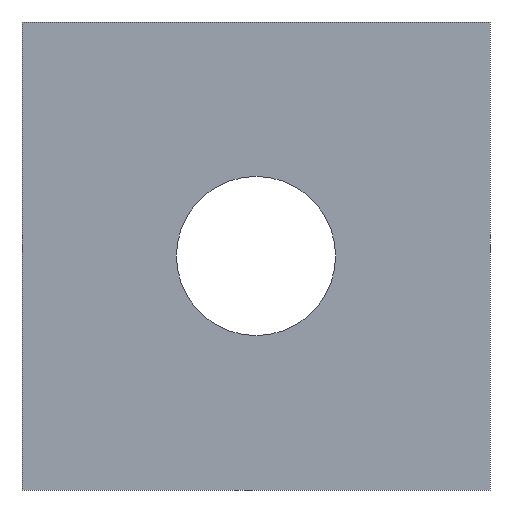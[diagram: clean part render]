
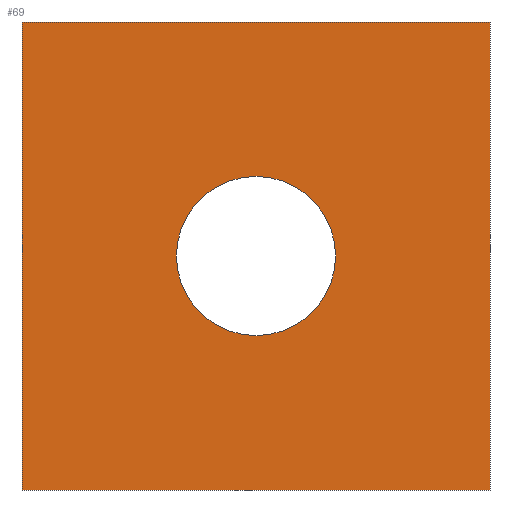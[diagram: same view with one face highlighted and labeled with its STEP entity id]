
A CAD part, front view. The second image highlights one B-rep face of the part: STEP entity #69.
In plain terms, the highlighted planar face has unit normal (0, -1, 0).
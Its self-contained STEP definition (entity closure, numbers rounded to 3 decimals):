
#2 = EDGE_CURVE ( 'NONE', #302, #220, #379, .T. ) ;
#16 = PLANE ( 'NONE',  #328 ) ;
#19 = VECTOR ( 'NONE', #338, 1000. ) ;
#31 = VECTOR ( 'NONE', #52, 1000. ) ;
#42 = EDGE_CURVE ( 'NONE', #232, #115, #282, .T. ) ;
#45 = CARTESIAN_POINT ( 'NONE',  ( -10., -6.4, 10. ) ) ;
#52 = DIRECTION ( 'NONE',  ( 0., 0., -1. ) ) ;
#54 = CARTESIAN_POINT ( 'NONE',  ( -10., -6.4, 10. ) ) ;
#57 = CARTESIAN_POINT ( 'NONE',  ( 0., -6.4, -3.4 ) ) ;
#69 = ADVANCED_FACE ( 'NONE', ( #248, #118 ), #16, .F. ) ;
#74 = VERTEX_POINT ( 'NONE', #372 ) ;
#83 = AXIS2_PLACEMENT_3D ( 'NONE', #170, #168, #166 ) ;
#85 = CARTESIAN_POINT ( 'NONE',  ( 10., -6.4, -10. ) ) ;
#91 = ORIENTED_EDGE ( 'NONE', *, *, #103, .F. ) ;
#103 = EDGE_CURVE ( 'NONE', #302, #74, #300, .T. ) ;
#108 = CARTESIAN_POINT ( 'NONE',  ( -10., -6.4, -10. ) ) ;
#115 = VERTEX_POINT ( 'NONE', #321 ) ;
#116 = AXIS2_PLACEMENT_3D ( 'NONE', #432, #430, #427 ) ;
#118 = FACE_OUTER_BOUND ( 'NONE', #352, .T. ) ;
#139 = EDGE_CURVE ( 'NONE', #74, #407, #224, .T. ) ;
#145 = EDGE_CURVE ( 'NONE', #220, #407, #260, .T. ) ;
#149 = ORIENTED_EDGE ( 'NONE', *, *, #171, .T. ) ;
#162 = VECTOR ( 'NONE', #286, 1000. ) ;
#166 = DIRECTION ( 'NONE',  ( 0., 0., 1. ) ) ;
#168 = DIRECTION ( 'NONE',  ( 0., 1., 0. ) ) ;
#170 = CARTESIAN_POINT ( 'NONE',  ( 0., -6.4, 0. ) ) ;
#171 = EDGE_CURVE ( 'NONE', #115, #232, #375, .T. ) ;
#175 = ORIENTED_EDGE ( 'NONE', *, *, #139, .F. ) ;
#214 = ORIENTED_EDGE ( 'NONE', *, *, #42, .T. ) ;
#220 = VERTEX_POINT ( 'NONE', #108 ) ;
#224 = LINE ( 'NONE', #315, #420 ) ;
#227 = ORIENTED_EDGE ( 'NONE', *, *, #2, .T. ) ;
#232 = VERTEX_POINT ( 'NONE', #57 ) ;
#245 = ORIENTED_EDGE ( 'NONE', *, *, #145, .T. ) ;
#248 = FACE_BOUND ( 'NONE', #412, .T. ) ;
#260 = LINE ( 'NONE', #301, #162 ) ;
#282 = CIRCLE ( 'NONE', #116, 3.4 ) ;
#286 = DIRECTION ( 'NONE',  ( 1., 0., 0. ) ) ;
#300 = LINE ( 'NONE', #342, #19 ) ;
#301 = CARTESIAN_POINT ( 'NONE',  ( -10., -6.4, -10. ) ) ;
#302 = VERTEX_POINT ( 'NONE', #45 ) ;
#303 = DIRECTION ( 'NONE',  ( 0., 0., -1. ) ) ;
#315 = CARTESIAN_POINT ( 'NONE',  ( 10., -6.4, 10. ) ) ;
#321 = CARTESIAN_POINT ( 'NONE',  ( 0., -6.4, 3.4 ) ) ;
#328 = AXIS2_PLACEMENT_3D ( 'NONE', #398, #377, #376 ) ;
#338 = DIRECTION ( 'NONE',  ( 1., 0., 0. ) ) ;
#342 = CARTESIAN_POINT ( 'NONE',  ( -10., -6.4, 10. ) ) ;
#352 = EDGE_LOOP ( 'NONE', ( #245, #175, #91, #227 ) ) ;
#372 = CARTESIAN_POINT ( 'NONE',  ( 10., -6.4, 10. ) ) ;
#375 = CIRCLE ( 'NONE', #83, 3.4 ) ;
#376 = DIRECTION ( 'NONE',  ( -1., 0., 0. ) ) ;
#377 = DIRECTION ( 'NONE',  ( 0., 1., 0. ) ) ;
#379 = LINE ( 'NONE', #54, #31 ) ;
#398 = CARTESIAN_POINT ( 'NONE',  ( -10., -6.4, 10. ) ) ;
#407 = VERTEX_POINT ( 'NONE', #85 ) ;
#412 = EDGE_LOOP ( 'NONE', ( #149, #214 ) ) ;
#420 = VECTOR ( 'NONE', #303, 1000. ) ;
#427 = DIRECTION ( 'NONE',  ( 0., 0., 1. ) ) ;
#430 = DIRECTION ( 'NONE',  ( 0., 1., 0. ) ) ;
#432 = CARTESIAN_POINT ( 'NONE',  ( 0., -6.4, 0. ) ) ;
